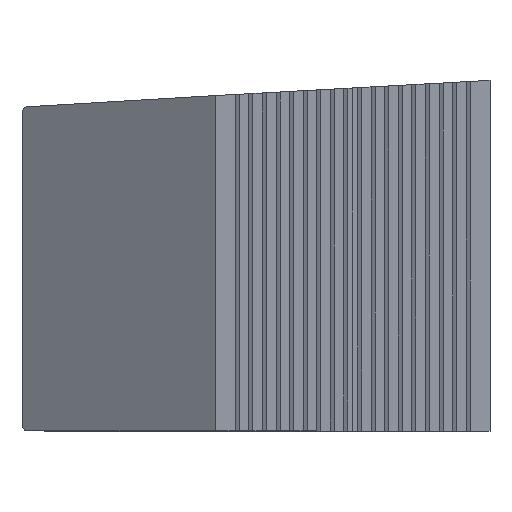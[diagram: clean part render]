
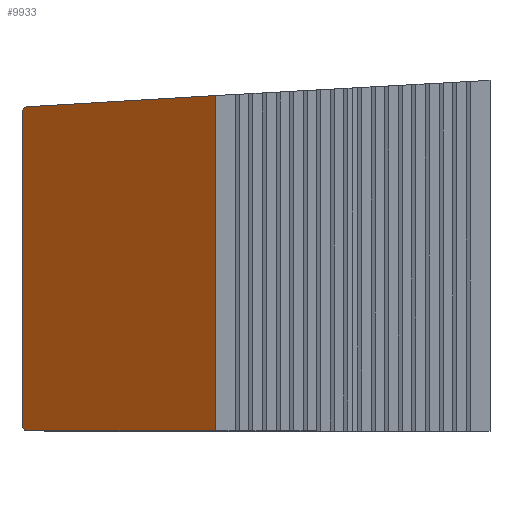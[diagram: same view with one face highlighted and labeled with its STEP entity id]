
A CAD part, top view. The second image highlights one B-rep face of the part: STEP entity #9933.
In plain terms, the highlighted planar face has unit normal (-0.609, 0, 0.793).
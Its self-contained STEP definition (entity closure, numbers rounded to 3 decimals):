
#9644 = PLANE('',#9645);
#9645 = AXIS2_PLACEMENT_3D('',#9646,#9647,#9648);
#9646 = CARTESIAN_POINT('',(5.571,-95.645,0.));
#9647 = DIRECTION('',(0.058,-0.998,0.));
#9648 = DIRECTION('',(0.,0.,-1.));
#9667 = VERTEX_POINT('',#9668);
#9668 = CARTESIAN_POINT('',(11600.526,579.684,
    4337.887));
#9681 = PLANE('',#9682);
#9682 = AXIS2_PLACEMENT_3D('',#9683,#9684,#9685);
#9683 = CARTESIAN_POINT('',(8612.481,-45.193,
    9172.593));
#9684 = DIRECTION('',(0.851,0.,0.526));
#9685 = DIRECTION('',(0.,-1.,0.));
#9692 = EDGE_CURVE('',#9667,#9693,#9695,.T.);
#9693 = VERTEX_POINT('',#9694);
#9694 = CARTESIAN_POINT('',(10981.507,543.631,
    3863.18));
#9695 = SURFACE_CURVE('',#9696,(#9700,#9706),.PCURVE_S1.);
#9696 = LINE('',#9697,#9698);
#9697 = CARTESIAN_POINT('',(-2357.281,-233.265,
    -6365.941));
#9698 = VECTOR('',#9699,1.);
#9699 = DIRECTION('',(-0.793,-0.046,-0.608
    ));
#9700 = PCURVE('',#9644,#9701);
#9701 = DEFINITIONAL_REPRESENTATION('',(#9702),#9705);
#9702 = B_SPLINE_CURVE_WITH_KNOTS('',1,(#9703,#9704),.UNSPECIFIED.,.F.,
  .F.,(2,2),(-18107.605,-16598.829),
  .PIECEWISE_BEZIER_KNOTS.);
#9703 = CARTESIAN_POINT('',(-4641.39,12011.045));
#9704 = CARTESIAN_POINT('',(-3724.229,10813.038));
#9705 = ( GEOMETRIC_REPRESENTATION_CONTEXT(2) 
PARAMETRIC_REPRESENTATION_CONTEXT() REPRESENTATION_CONTEXT('2D SPACE',''
  ) );
#9706 = PCURVE('',#9707,#9712);
#9707 = PLANE('',#9708);
#9708 = AXIS2_PLACEMENT_3D('',#9709,#9710,#9711);
#9709 = CARTESIAN_POINT('',(-6932.039,-20.197,
    -9874.187));
#9710 = DIRECTION('',(0.609,0.,-0.794));
#9711 = DIRECTION('',(0.,-1.,0.));
#9712 = DEFINITIONAL_REPRESENTATION('',(#9713),#9716);
#9713 = B_SPLINE_CURVE_WITH_KNOTS('',1,(#9714,#9715),.UNSPECIFIED.,.F.,
  .F.,(2,2),(-18107.605,-16598.829),
  .PIECEWISE_BEZIER_KNOTS.);
#9714 = CARTESIAN_POINT('',(-622.932,-23853.381));
#9715 = CARTESIAN_POINT('',(-553.274,-22346.213));
#9716 = ( GEOMETRIC_REPRESENTATION_CONTEXT(2) 
PARAMETRIC_REPRESENTATION_CONTEXT() REPRESENTATION_CONTEXT('2D SPACE',''
  ) );
#9732 = CYLINDRICAL_SURFACE('',#9733,23.);
#9733 = AXIS2_PLACEMENT_3D('',#9734,#9735,#9736);
#9734 = CARTESIAN_POINT('',(10972.624,520.074,
    3879.716));
#9735 = DIRECTION('',(0.525,0.031,-0.85)
  );
#9736 = DIRECTION('',(-0.058,0.998,
    0.));
#9764 = PLANE('',#9765);
#9765 = AXIS2_PLACEMENT_3D('',#9766,#9767,#9768);
#9766 = CARTESIAN_POINT('',(9655.324,0.,5967.381));
#9767 = DIRECTION('',(0.851,0.,0.526));
#9768 = DIRECTION('',(0.,-1.,0.));
#9792 = CYLINDRICAL_SURFACE('',#9793,23.);
#9793 = AXIS2_PLACEMENT_3D('',#9794,#9795,#9796);
#9794 = CARTESIAN_POINT('',(11814.028,-500.,2518.309)
  );
#9795 = DIRECTION('',(-0.526,0.,0.851));
#9796 = DIRECTION('',(-0.851,0.,-0.526));
#9819 = PLANE('',#9820);
#9820 = AXIS2_PLACEMENT_3D('',#9821,#9822,#9823);
#9821 = CARTESIAN_POINT('',(0.,-523.,0.));
#9822 = DIRECTION('',(0.,1.,0.));
#9823 = DIRECTION('',(1.,0.,-0.));
#9881 = EDGE_CURVE('',#9882,#9693,#9884,.T.);
#9882 = VERTEX_POINT('',#9883);
#9883 = CARTESIAN_POINT('',(10964.07,520.716,
    3849.808));
#9884 = SURFACE_CURVE('',#9885,(#9890,#9903),.PCURVE_S1.);
#9885 = ELLIPSE('',#9886,23.128,23.);
#9886 = AXIS2_PLACEMENT_3D('',#9887,#9888,#9889);
#9887 = CARTESIAN_POINT('',(10982.414,520.644,
    3863.875));
#9888 = DIRECTION('',(0.609,0.,-0.794
    ));
#9889 = DIRECTION('',(-0.759,0.292,-0.582));
#9890 = PCURVE('',#9732,#9891);
#9891 = DEFINITIONAL_REPRESENTATION('',(#9892),#9902);
#9892 = B_SPLINE_CURVE_WITH_KNOTS('',8,(#9893,#9894,#9895,#9896,#9897,
    #9898,#9899,#9900,#9901),.UNSPECIFIED.,.F.,.F.,(9,9),(5.989
    ,7.51),.PIECEWISE_BEZIER_KNOTS.);
#9893 = CARTESIAN_POINT('',(-1.521,20.954));
#9894 = CARTESIAN_POINT('',(-1.331,21.088));
#9895 = CARTESIAN_POINT('',(-1.141,21.126));
#9896 = CARTESIAN_POINT('',(-0.951,21.061));
#9897 = CARTESIAN_POINT('',(-0.761,20.892));
#9898 = CARTESIAN_POINT('',(-0.57,20.628));
#9899 = CARTESIAN_POINT('',(-0.38,20.285));
#9900 = CARTESIAN_POINT('',(-0.19,19.884));
#9901 = CARTESIAN_POINT('',(0.,19.449));
#9902 = ( GEOMETRIC_REPRESENTATION_CONTEXT(2) 
PARAMETRIC_REPRESENTATION_CONTEXT() REPRESENTATION_CONTEXT('2D SPACE',''
  ) );
#9903 = PCURVE('',#9707,#9904);
#9904 = DEFINITIONAL_REPRESENTATION('',(#9905),#9909);
#9905 = ELLIPSE('',#9906,23.128,23.);
#9906 = AXIS2_PLACEMENT_2D('',#9907,#9908);
#9907 = CARTESIAN_POINT('',(-540.841,-22575.694));
#9908 = DIRECTION('',(-0.292,0.957));
#9909 = ( GEOMETRIC_REPRESENTATION_CONTEXT(2) 
PARAMETRIC_REPRESENTATION_CONTEXT() REPRESENTATION_CONTEXT('2D SPACE',''
  ) );
#9933 = ADVANCED_FACE('',(#9934),#9707,.F.);
#9934 = FACE_BOUND('',#9935,.F.);
#9935 = EDGE_LOOP('',(#9936,#9937,#9958,#9979,#10009,#10028));
#9936 = ORIENTED_EDGE('',*,*,#9692,.F.);
#9937 = ORIENTED_EDGE('',*,*,#9938,.T.);
#9938 = EDGE_CURVE('',#9667,#9939,#9941,.T.);
#9939 = VERTEX_POINT('',#9940);
#9940 = CARTESIAN_POINT('',(11600.526,-523.,4337.887)
  );
#9941 = SURFACE_CURVE('',#9942,(#9946,#9952),.PCURVE_S1.);
#9942 = LINE('',#9943,#9944);
#9943 = CARTESIAN_POINT('',(11600.526,-32.695,
    4337.887));
#9944 = VECTOR('',#9945,1.);
#9945 = DIRECTION('',(0.,-1.,0.));
#9946 = PCURVE('',#9707,#9947);
#9947 = DEFINITIONAL_REPRESENTATION('',(#9948),#9951);
#9948 = B_SPLINE_CURVE_WITH_KNOTS('',1,(#9949,#9950),.UNSPECIFIED.,.F.,
  .F.,(2,2),(-723.158,600.62),.PIECEWISE_BEZIER_KNOTS.);
#9949 = CARTESIAN_POINT('',(-710.66,-23354.635));
#9950 = CARTESIAN_POINT('',(613.118,-23354.635));
#9951 = ( GEOMETRIC_REPRESENTATION_CONTEXT(2) 
PARAMETRIC_REPRESENTATION_CONTEXT() REPRESENTATION_CONTEXT('2D SPACE',''
  ) );
#9952 = PCURVE('',#9681,#9953);
#9953 = DEFINITIONAL_REPRESENTATION('',(#9954),#9957);
#9954 = B_SPLINE_CURVE_WITH_KNOTS('',1,(#9955,#9956),.UNSPECIFIED.,.F.,
  .F.,(2,2),(-723.158,600.62),.PIECEWISE_BEZIER_KNOTS.);
#9955 = CARTESIAN_POINT('',(-735.656,5683.555));
#9956 = CARTESIAN_POINT('',(588.122,5683.555));
#9957 = ( GEOMETRIC_REPRESENTATION_CONTEXT(2) 
PARAMETRIC_REPRESENTATION_CONTEXT() REPRESENTATION_CONTEXT('2D SPACE',''
  ) );
#9958 = ORIENTED_EDGE('',*,*,#9959,.F.);
#9959 = EDGE_CURVE('',#9960,#9939,#9962,.T.);
#9960 = VERTEX_POINT('',#9961);
#9961 = CARTESIAN_POINT('',(10982.414,-523.,3863.875)
  );
#9962 = SURFACE_CURVE('',#9963,(#9967,#9973),.PCURVE_S1.);
#9963 = LINE('',#9964,#9965);
#9964 = CARTESIAN_POINT('',(-2365.466,-523.,-6372.217
    ));
#9965 = VECTOR('',#9966,1.);
#9966 = DIRECTION('',(0.794,-0.,0.609));
#9967 = PCURVE('',#9707,#9968);
#9968 = DEFINITIONAL_REPRESENTATION('',(#9969),#9972);
#9969 = B_SPLINE_CURVE_WITH_KNOTS('',1,(#9970,#9971),.UNSPECIFIED.,.F.,
  .F.,(2,2),(16592.701,18098.529),
  .PIECEWISE_BEZIER_KNOTS.);
#9970 = CARTESIAN_POINT('',(502.803,-22347.471));
#9971 = CARTESIAN_POINT('',(502.803,-23853.299));
#9972 = ( GEOMETRIC_REPRESENTATION_CONTEXT(2) 
PARAMETRIC_REPRESENTATION_CONTEXT() REPRESENTATION_CONTEXT('2D SPACE',''
  ) );
#9973 = PCURVE('',#9819,#9974);
#9974 = DEFINITIONAL_REPRESENTATION('',(#9975),#9978);
#9975 = B_SPLINE_CURVE_WITH_KNOTS('',1,(#9976,#9977),.UNSPECIFIED.,.F.,
  .F.,(2,2),(16592.701,18098.529),
  .PIECEWISE_BEZIER_KNOTS.);
#9976 = CARTESIAN_POINT('',(10801.312,-3724.994));
#9977 = CARTESIAN_POINT('',(11996.23,-4641.34));
#9978 = ( GEOMETRIC_REPRESENTATION_CONTEXT(2) 
PARAMETRIC_REPRESENTATION_CONTEXT() REPRESENTATION_CONTEXT('2D SPACE',''
  ) );
#9979 = ORIENTED_EDGE('',*,*,#9980,.T.);
#9980 = EDGE_CURVE('',#9960,#9981,#9983,.T.);
#9981 = VERTEX_POINT('',#9982);
#9982 = CARTESIAN_POINT('',(10964.07,-500.,3849.808)
  );
#9983 = SURFACE_CURVE('',#9984,(#9989,#9996),.PCURVE_S1.);
#9984 = ELLIPSE('',#9985,23.117,23.);
#9985 = AXIS2_PLACEMENT_3D('',#9986,#9987,#9988);
#9986 = CARTESIAN_POINT('',(10982.414,-500.,3863.875)
  );
#9987 = DIRECTION('',(0.609,0.,-0.794));
#9988 = DIRECTION('',(0.794,0.,0.609));
#9989 = PCURVE('',#9707,#9990);
#9990 = DEFINITIONAL_REPRESENTATION('',(#9991),#9995);
#9991 = ELLIPSE('',#9992,23.117,23.);
#9992 = AXIS2_PLACEMENT_2D('',#9993,#9994);
#9993 = CARTESIAN_POINT('',(479.803,-22575.694));
#9994 = DIRECTION('',(0.,-1.));
#9995 = ( GEOMETRIC_REPRESENTATION_CONTEXT(2) 
PARAMETRIC_REPRESENTATION_CONTEXT() REPRESENTATION_CONTEXT('2D SPACE',''
  ) );
#9996 = PCURVE('',#9792,#9997);
#9997 = DEFINITIONAL_REPRESENTATION('',(#9998),#10008);
#9998 = B_SPLINE_CURVE_WITH_KNOTS('',8,(#9999,#10000,#10001,#10002,
    #10003,#10004,#10005,#10006,#10007),.UNSPECIFIED.,.F.,.F.,(9,9),(
    1.571,3.142),.PIECEWISE_BEZIER_KNOTS.);
#9999 = CARTESIAN_POINT('',(1.571,1581.812));
#10000 = CARTESIAN_POINT('',(1.374,1581.356));
#10001 = CARTESIAN_POINT('',(1.178,1580.9));
#10002 = CARTESIAN_POINT('',(0.982,1580.471));
#10003 = CARTESIAN_POINT('',(0.785,1580.095));
#10004 = CARTESIAN_POINT('',(0.589,1579.797));
#10005 = CARTESIAN_POINT('',(0.393,1579.592));
#10006 = CARTESIAN_POINT('',(0.196,1579.49));
#10007 = CARTESIAN_POINT('',(0.,1579.49));
#10008 = ( GEOMETRIC_REPRESENTATION_CONTEXT(2) 
PARAMETRIC_REPRESENTATION_CONTEXT() REPRESENTATION_CONTEXT('2D SPACE',''
  ) );
#10009 = ORIENTED_EDGE('',*,*,#10010,.F.);
#10010 = EDGE_CURVE('',#9882,#9981,#10011,.T.);
#10011 = SURFACE_CURVE('',#10012,(#10016,#10022),.PCURVE_S1.);
#10012 = LINE('',#10013,#10014);
#10013 = CARTESIAN_POINT('',(10964.07,-10.098,
    3849.808));
#10014 = VECTOR('',#10015,1.);
#10015 = DIRECTION('',(0.,-1.,0.));
#10016 = PCURVE('',#9707,#10017);
#10017 = DEFINITIONAL_REPRESENTATION('',(#10018),#10021);
#10018 = B_SPLINE_CURVE_WITH_KNOTS('',1,(#10019,#10020),.UNSPECIFIED.,
  .F.,.F.,(2,2),(-686.179,596.818),
  .PIECEWISE_BEZIER_KNOTS.);
#10019 = CARTESIAN_POINT('',(-696.277,-22552.577));
#10020 = CARTESIAN_POINT('',(586.72,-22552.577));
#10021 = ( GEOMETRIC_REPRESENTATION_CONTEXT(2) 
PARAMETRIC_REPRESENTATION_CONTEXT() REPRESENTATION_CONTEXT('2D SPACE',''
  ) );
#10022 = PCURVE('',#9764,#10023);
#10023 = DEFINITIONAL_REPRESENTATION('',(#10024),#10027);
#10024 = B_SPLINE_CURVE_WITH_KNOTS('',1,(#10025,#10026),.UNSPECIFIED.,
  .F.,.F.,(2,2),(-686.179,596.818),
  .PIECEWISE_BEZIER_KNOTS.);
#10025 = CARTESIAN_POINT('',(-676.08,2489.364));
#10026 = CARTESIAN_POINT('',(606.916,2489.364));
#10027 = ( GEOMETRIC_REPRESENTATION_CONTEXT(2) 
PARAMETRIC_REPRESENTATION_CONTEXT() REPRESENTATION_CONTEXT('2D SPACE',''
  ) );
#10028 = ORIENTED_EDGE('',*,*,#9881,.T.);
